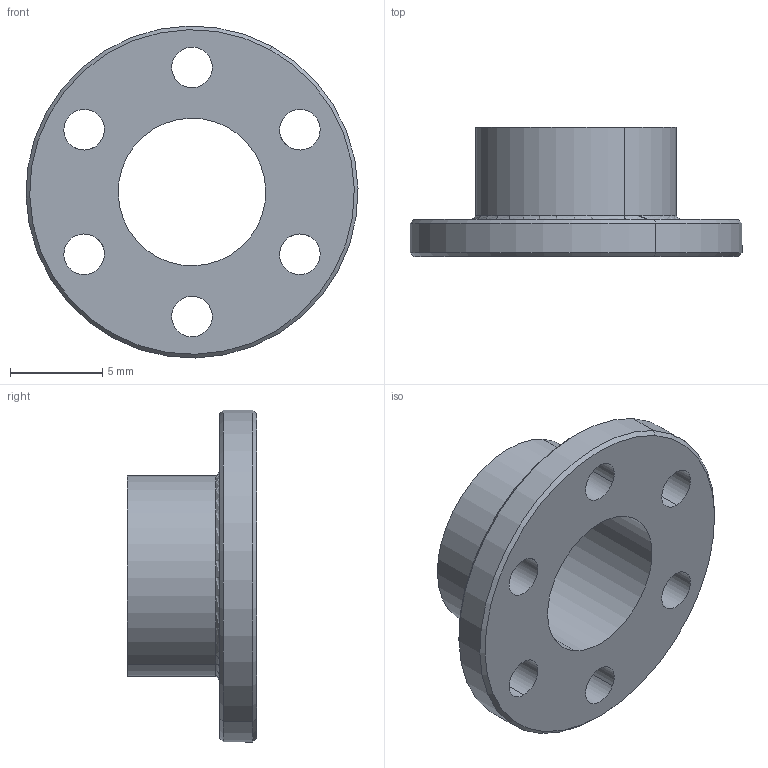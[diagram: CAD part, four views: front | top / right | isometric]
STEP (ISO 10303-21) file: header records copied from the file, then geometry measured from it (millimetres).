
FILE_DESCRIPTION(('CATIA V5 STEP Exchange','CAx-IF Rec.Pracs.--- Model Styling and Organization---1.2---2011-12-15'),'2;1');
FILE_NAME('Ringblock_Chapeau-presseur.stp','2022-01-29T08:54:12+00:00',('none'),('none'),'Version 5-6 Release 2012','CATIA V5 STEP AP214','none');
FILE_SCHEMA(('AUTOMOTIVE_DESIGN { 1 0 10303 214 1 1 1 1 }'));
Length unit declared in the file: millimetre
Products named in the file (1): Ringblock_Chapeau-presseur
Bounding box: 18 x 7 x 18 mm (x, y, z)
Volume: 576.1 mm3; surface area: 889.7 mm2
Topology: 1 solids, 1 shells, 27 faces, 78 edges, 48 vertices
Faces by surface type: cylinder 18, cone 4, plane 3, torus 2
Entity records: 872 total; most frequent: ORIENTED_EDGE 156, CARTESIAN_POINT 145, DIRECTION 114, EDGE_CURVE 78, AXIS2_PLACEMENT_3D 75, CIRCLE 56, VERTEX_POINT 48, EDGE_LOOP 42
